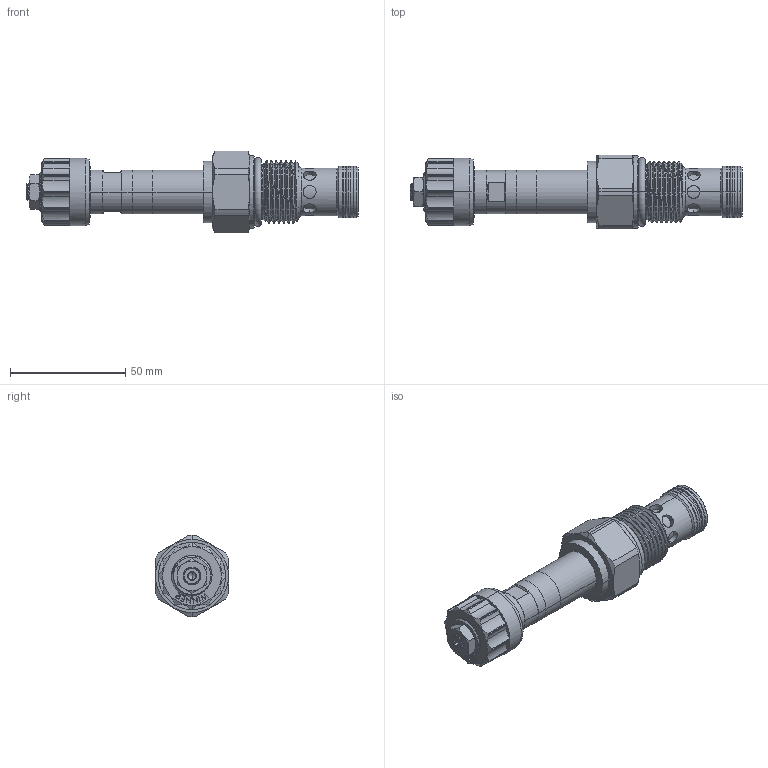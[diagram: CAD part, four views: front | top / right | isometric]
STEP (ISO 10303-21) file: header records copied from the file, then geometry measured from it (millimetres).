
FILE_DESCRIPTION (( 'STEP AP203' ), '1' );
FILE_NAME ('PEP12W2D01N0700.STEP', '2024-06-04T07:05:16', ( '' ), ( '' ), 'SwSTEP 2.0', 'SolidWorks 2018', '' );
FILE_SCHEMA (( 'CONFIG_CONTROL_DESIGN' ));
Length unit declared in the file: millimetre
Products named in the file (1): PEP12W2D01N0700
Bounding box: 144.04 x 32 x 35.5 mm (x, y, z)
Volume: 62514.5 mm3; surface area: 21395.8 mm2
Topology: 8 solids, 14 shells, 548 faces, 1296 edges, 804 vertices
Faces by surface type: cylinder 183, plane 157, cone 108, torus 52, bspline 48
Entity records: 71865 total; most frequent: CARTESIAN_POINT 59689, ORIENTED_EDGE 2584, DIRECTION 2439, EDGE_CURVE 1292, AXIS2_PLACEMENT_3D 957, VERTEX_POINT 804, EDGE_LOOP 594, ADVANCED_FACE 548
